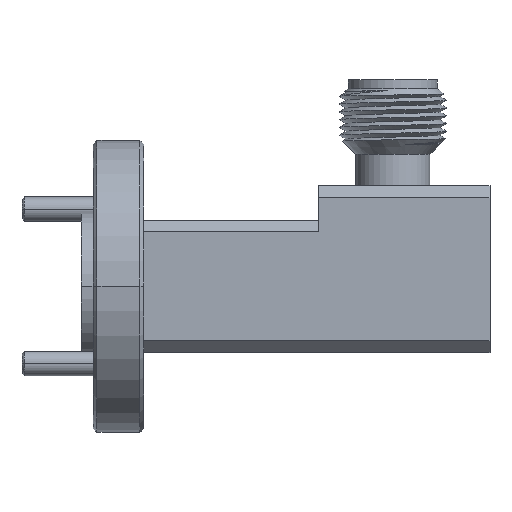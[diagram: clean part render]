
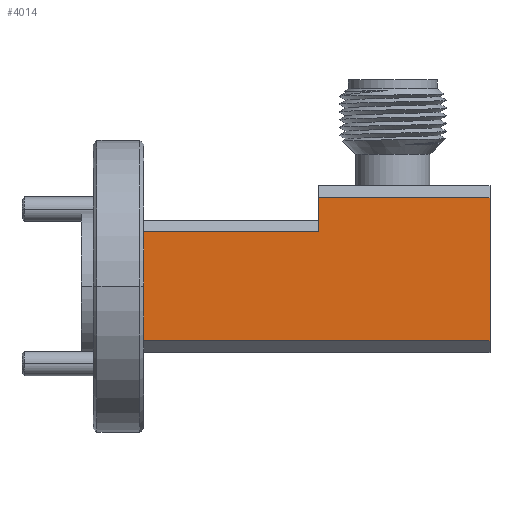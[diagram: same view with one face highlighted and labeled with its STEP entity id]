
A CAD part, top view. The second image highlights one B-rep face of the part: STEP entity #4014.
In plain terms, the highlighted planar face has unit normal (0, 0, 1).
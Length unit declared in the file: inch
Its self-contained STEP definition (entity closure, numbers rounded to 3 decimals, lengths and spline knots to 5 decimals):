
#90 = EDGE_CURVE ( 'NONE', #1503, #6596, #5991, .T. ) ;
#718 = ORIENTED_EDGE ( 'NONE', *, *, #7290, .T. ) ;
#802 = DIRECTION ( 'NONE',  ( -1., 0., 0. ) ) ;
#867 = ORIENTED_EDGE ( 'NONE', *, *, #90, .T. ) ;
#1137 = CARTESIAN_POINT ( 'NONE',  ( 0.07395, -0.31143, 0.97591 ) ) ;
#1195 = FACE_OUTER_BOUND ( 'NONE', #5054, .T. ) ;
#1503 = VERTEX_POINT ( 'NONE', #6808 ) ;
#1591 = VECTOR ( 'NONE', #2955, 39.37008 ) ;
#1607 = VECTOR ( 'NONE', #802, 39.37008 ) ;
#1726 = CARTESIAN_POINT ( 'NONE',  ( 0.07395, -0.28143, 0.97591 ) ) ;
#1827 = VECTOR ( 'NONE', #2218, 39.37008 ) ;
#1927 = AXIS2_PLACEMENT_3D ( 'NONE', #5491, #6796, #3217 ) ;
#1954 = ORIENTED_EDGE ( 'NONE', *, *, #6861, .T. ) ;
#2008 = CARTESIAN_POINT ( 'NONE',  ( -0.81605, -0.28143, 0.97591 ) ) ;
#2218 = DIRECTION ( 'NONE',  ( -1., 0., 0. ) ) ;
#2294 = LINE ( 'NONE', #7044, #6569 ) ;
#2500 = VECTOR ( 'NONE', #6157, 39.37008 ) ;
#2501 = LINE ( 'NONE', #7086, #1591 ) ;
#2955 = DIRECTION ( 'NONE',  ( 1., 0., 0. ) ) ;
#3113 = CARTESIAN_POINT ( 'NONE',  ( 0.07395, -0.59143, 0.97591 ) ) ;
#3158 = VERTEX_POINT ( 'NONE', #4294 ) ;
#3192 = CARTESIAN_POINT ( 'NONE',  ( -0.36605, -0.22343, 0.97591 ) ) ;
#3204 = VERTEX_POINT ( 'NONE', #3192 ) ;
#3217 = DIRECTION ( 'NONE',  ( -1., 0., 0. ) ) ;
#3249 = ORIENTED_EDGE ( 'NONE', *, *, #5760, .F. ) ;
#3636 = LINE ( 'NONE', #6232, #1607 ) ;
#3983 = VERTEX_POINT ( 'NONE', #6154 ) ;
#4014 = ADVANCED_FACE ( 'NONE', ( #1195 ), #7285, .F. ) ;
#4294 = CARTESIAN_POINT ( 'NONE',  ( -0.81605, -0.59143, 0.97591 ) ) ;
#4524 = CARTESIAN_POINT ( 'NONE',  ( -0.81605, -0.31143, 0.97591 ) ) ;
#4526 = EDGE_CURVE ( 'NONE', #6596, #3158, #6677, .T. ) ;
#5054 = EDGE_LOOP ( 'NONE', ( #5081, #867, #5667, #1954, #3249, #718 ) ) ;
#5081 = ORIENTED_EDGE ( 'NONE', *, *, #5773, .T. ) ;
#5491 = CARTESIAN_POINT ( 'NONE',  ( 0.07395, -0.28143, 0.97591 ) ) ;
#5667 = ORIENTED_EDGE ( 'NONE', *, *, #4526, .T. ) ;
#5760 = EDGE_CURVE ( 'NONE', #3983, #6522, #7581, .T. ) ;
#5773 = EDGE_CURVE ( 'NONE', #3204, #1503, #2294, .T. ) ;
#5855 = DIRECTION ( 'NONE',  ( 0., -1., 0. ) ) ;
#5991 = LINE ( 'NONE', #1137, #1827 ) ;
#6013 = VECTOR ( 'NONE', #5855, 39.37008 ) ;
#6154 = CARTESIAN_POINT ( 'NONE',  ( 0.07395, -0.22343, 0.97591 ) ) ;
#6157 = DIRECTION ( 'NONE',  ( 0., -1., 0. ) ) ;
#6232 = CARTESIAN_POINT ( 'NONE',  ( -0.36605, -0.22343, 0.97591 ) ) ;
#6434 = DIRECTION ( 'NONE',  ( 0., -1., 0. ) ) ;
#6522 = VERTEX_POINT ( 'NONE', #3113 ) ;
#6569 = VECTOR ( 'NONE', #6434, 39.37008 ) ;
#6596 = VERTEX_POINT ( 'NONE', #4524 ) ;
#6677 = LINE ( 'NONE', #2008, #2500 ) ;
#6796 = DIRECTION ( 'NONE',  ( 0., 0., -1. ) ) ;
#6808 = CARTESIAN_POINT ( 'NONE',  ( -0.36605, -0.31143, 0.97591 ) ) ;
#6861 = EDGE_CURVE ( 'NONE', #3158, #6522, #2501, .T. ) ;
#7044 = CARTESIAN_POINT ( 'NONE',  ( -0.36605, -0.19343, 0.97591 ) ) ;
#7086 = CARTESIAN_POINT ( 'NONE',  ( 0.07395, -0.59143, 0.97591 ) ) ;
#7285 = PLANE ( 'NONE',  #1927 ) ;
#7290 = EDGE_CURVE ( 'NONE', #3983, #3204, #3636, .T. ) ;
#7581 = LINE ( 'NONE', #1726, #6013 ) ;
